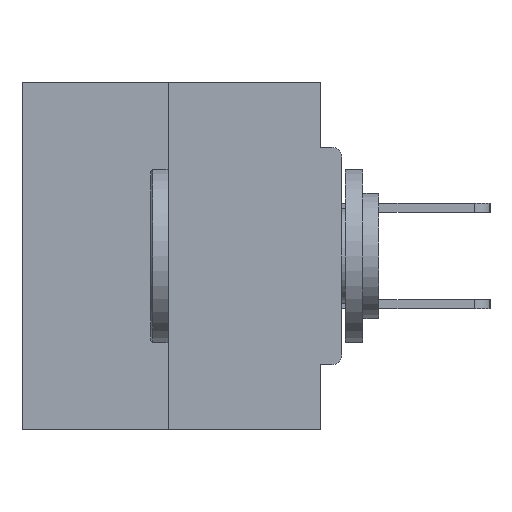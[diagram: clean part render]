
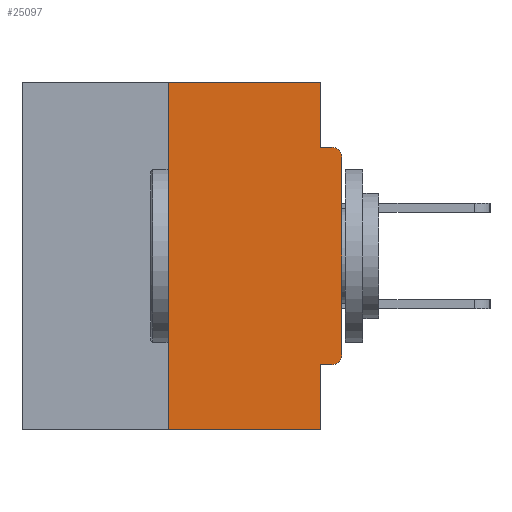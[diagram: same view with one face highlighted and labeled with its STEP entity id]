
A CAD part, left-side view. The second image highlights one B-rep face of the part: STEP entity #25097.
In plain terms, the highlighted planar face has unit normal (-1, 0, 0).
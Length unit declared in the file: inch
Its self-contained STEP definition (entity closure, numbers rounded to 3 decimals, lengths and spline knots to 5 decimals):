
#159 = VERTEX_POINT ( 'NONE', #24987 ) ;
#777 = EDGE_CURVE ( 'NONE', #5743, #159, #4376, .T. ) ;
#831 = EDGE_CURVE ( 'NONE', #1389, #21349, #11104, .T. ) ;
#1389 = VERTEX_POINT ( 'NONE', #3648 ) ;
#1520 = EDGE_CURVE ( 'NONE', #3153, #8435, #16175, .T. ) ;
#1714 = CARTESIAN_POINT ( 'NONE',  ( 0., 0.25, 0. ) ) ;
#1981 = LINE ( 'NONE', #32634, #17074 ) ;
#1997 = CARTESIAN_POINT ( 'NONE',  ( 0., 0.031, 0. ) ) ;
#2231 = CARTESIAN_POINT ( 'NONE',  ( 0., 0., -0.1085 ) ) ;
#2312 = CARTESIAN_POINT ( 'NONE',  ( 0., 0.015, -0.3915 ) ) ;
#3153 = VERTEX_POINT ( 'NONE', #31798 ) ;
#3609 = DIRECTION ( 'NONE',  ( 0., 0., -1. ) ) ;
#3648 = CARTESIAN_POINT ( 'NONE',  ( 0., 0.015, -0.4065 ) ) ;
#4062 = CARTESIAN_POINT ( 'NONE',  ( 0., 0.46, 0. ) ) ;
#4376 = LINE ( 'NONE', #1714, #23744 ) ;
#4977 = LINE ( 'NONE', #23758, #20120 ) ;
#5350 = DIRECTION ( 'NONE',  ( 0., -1., 0. ) ) ;
#5743 = VERTEX_POINT ( 'NONE', #8055 ) ;
#5864 = CARTESIAN_POINT ( 'NONE',  ( 0., 0.015, -0.0935 ) ) ;
#6364 = DIRECTION ( 'NONE',  ( 0., 1., 0. ) ) ;
#7208 = DIRECTION ( 'NONE',  ( 0., 0., -1. ) ) ;
#7285 = DIRECTION ( 'NONE',  ( 0., 0., 1. ) ) ;
#7899 = CARTESIAN_POINT ( 'NONE',  ( 0., 0.46, 0. ) ) ;
#8055 = CARTESIAN_POINT ( 'NONE',  ( 0., 0.25, -0.5 ) ) ;
#8133 = ORIENTED_EDGE ( 'NONE', *, *, #29619, .T. ) ;
#8259 = VERTEX_POINT ( 'NONE', #2231 ) ;
#8434 = CARTESIAN_POINT ( 'NONE',  ( 0., 0.031, -0.4065 ) ) ;
#8435 = VERTEX_POINT ( 'NONE', #8943 ) ;
#8578 = DIRECTION ( 'NONE',  ( 1., 0., 0. ) ) ;
#8943 = CARTESIAN_POINT ( 'NONE',  ( 0., 0.031, -0.0935 ) ) ;
#9892 = VERTEX_POINT ( 'NONE', #5864 ) ;
#10028 = LINE ( 'NONE', #22701, #25155 ) ;
#10045 = LINE ( 'NONE', #17576, #24724 ) ;
#10456 = CARTESIAN_POINT ( 'NONE',  ( 0., 0.031, -0.5 ) ) ;
#10807 = EDGE_CURVE ( 'NONE', #1389, #25739, #10028, .T. ) ;
#11104 = CIRCLE ( 'NONE', #21721, 0.015 ) ;
#11214 = ORIENTED_EDGE ( 'NONE', *, *, #25536, .T. ) ;
#11282 = LINE ( 'NONE', #18065, #12143 ) ;
#11319 = FACE_OUTER_BOUND ( 'NONE', #20140, .T. ) ;
#12143 = VECTOR ( 'NONE', #31364, 39.37008 ) ;
#12935 = DIRECTION ( 'NONE',  ( 0., -1., 0. ) ) ;
#14794 = VECTOR ( 'NONE', #23357, 39.37008 ) ;
#15839 = DIRECTION ( 'NONE',  ( 0., 0., -1. ) ) ;
#16175 = LINE ( 'NONE', #1997, #17841 ) ;
#16233 = ORIENTED_EDGE ( 'NONE', *, *, #25174, .T. ) ;
#16608 = AXIS2_PLACEMENT_3D ( 'NONE', #7899, #8578, #34584 ) ;
#16910 = DIRECTION ( 'NONE',  ( -1., 0., 0. ) ) ;
#17074 = VECTOR ( 'NONE', #5350, 39.37008 ) ;
#17271 = AXIS2_PLACEMENT_3D ( 'NONE', #33040, #16910, #3609 ) ;
#17301 = CARTESIAN_POINT ( 'NONE',  ( 0., 0., -0.3915 ) ) ;
#17576 = CARTESIAN_POINT ( 'NONE',  ( 0., 0.031, -0.5 ) ) ;
#17841 = VECTOR ( 'NONE', #7208, 39.37008 ) ;
#18050 = CIRCLE ( 'NONE', #17271, 0.015 ) ;
#18065 = CARTESIAN_POINT ( 'NONE',  ( 0., 0., 0. ) ) ;
#18586 = LINE ( 'NONE', #4062, #14794 ) ;
#19461 = EDGE_CURVE ( 'NONE', #159, #3153, #18586, .T. ) ;
#20120 = VECTOR ( 'NONE', #12935, 39.37008 ) ;
#20140 = EDGE_LOOP ( 'NONE', ( #26567, #20446, #8133, #33142, #22537, #32721, #11214, #16233, #26127, #22072 ) ) ;
#20446 = ORIENTED_EDGE ( 'NONE', *, *, #777, .F. ) ;
#21349 = VERTEX_POINT ( 'NONE', #17301 ) ;
#21721 = AXIS2_PLACEMENT_3D ( 'NONE', #2312, #26548, #15839 ) ;
#22072 = ORIENTED_EDGE ( 'NONE', *, *, #1520, .F. ) ;
#22489 = EDGE_CURVE ( 'NONE', #25739, #28853, #10045, .T. ) ;
#22537 = ORIENTED_EDGE ( 'NONE', *, *, #10807, .F. ) ;
#22701 = CARTESIAN_POINT ( 'NONE',  ( 0., 0., -0.4065 ) ) ;
#23357 = DIRECTION ( 'NONE',  ( 0., -1., 0. ) ) ;
#23744 = VECTOR ( 'NONE', #7285, 39.37008 ) ;
#23758 = CARTESIAN_POINT ( 'NONE',  ( 0., 0., -0.0935 ) ) ;
#24659 = PLANE ( 'NONE',  #16608 ) ;
#24724 = VECTOR ( 'NONE', #28178, 39.37008 ) ;
#24987 = CARTESIAN_POINT ( 'NONE',  ( 0., 0.25, 0. ) ) ;
#25097 = ADVANCED_FACE ( 'NONE', ( #11319 ), #24659, .F. ) ;
#25155 = VECTOR ( 'NONE', #6364, 39.37008 ) ;
#25174 = EDGE_CURVE ( 'NONE', #8259, #9892, #18050, .T. ) ;
#25536 = EDGE_CURVE ( 'NONE', #21349, #8259, #11282, .T. ) ;
#25739 = VERTEX_POINT ( 'NONE', #8434 ) ;
#26127 = ORIENTED_EDGE ( 'NONE', *, *, #30972, .F. ) ;
#26548 = DIRECTION ( 'NONE',  ( -1., 0., 0. ) ) ;
#26567 = ORIENTED_EDGE ( 'NONE', *, *, #19461, .F. ) ;
#28178 = DIRECTION ( 'NONE',  ( 0., 0., -1. ) ) ;
#28853 = VERTEX_POINT ( 'NONE', #10456 ) ;
#29619 = EDGE_CURVE ( 'NONE', #5743, #28853, #1981, .T. ) ;
#30972 = EDGE_CURVE ( 'NONE', #8435, #9892, #4977, .T. ) ;
#31364 = DIRECTION ( 'NONE',  ( 0., 0., 1. ) ) ;
#31798 = CARTESIAN_POINT ( 'NONE',  ( 0., 0.031, 0. ) ) ;
#32634 = CARTESIAN_POINT ( 'NONE',  ( 0., 0.46, -0.5 ) ) ;
#32721 = ORIENTED_EDGE ( 'NONE', *, *, #831, .T. ) ;
#33040 = CARTESIAN_POINT ( 'NONE',  ( 0., 0.015, -0.1085 ) ) ;
#33142 = ORIENTED_EDGE ( 'NONE', *, *, #22489, .F. ) ;
#34584 = DIRECTION ( 'NONE',  ( 0., 0., -1. ) ) ;
